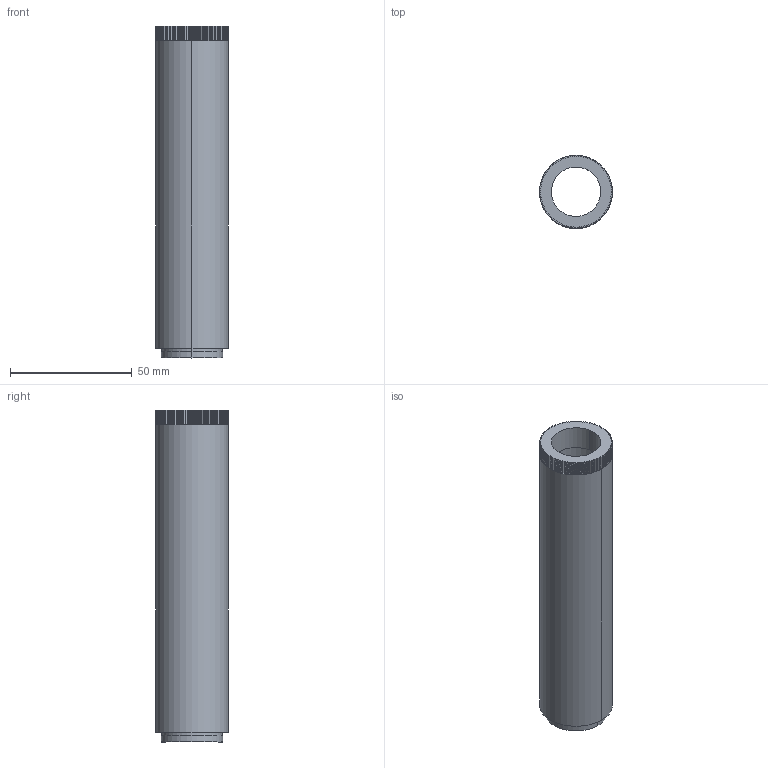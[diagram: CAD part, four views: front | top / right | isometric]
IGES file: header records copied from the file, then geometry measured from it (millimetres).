
Start section: SolidWorks IGES file using analytic representation for surfaces
Global section: file name: 54868.igs; native system: SolidWorks 2009; preprocessor: SolidWorks 2009; author: BillB; date: 100129.110526; units: millimetre
Bounding box: 30 x 30 x 136.5 mm (x, y, z)
Surface area: 25231.2 mm2 (no closed solid volume)
Topology: 0 solids, 3 shells, 398 faces, 1149 edges, 766 vertices
Faces by surface type: plane 251, revolution 147
